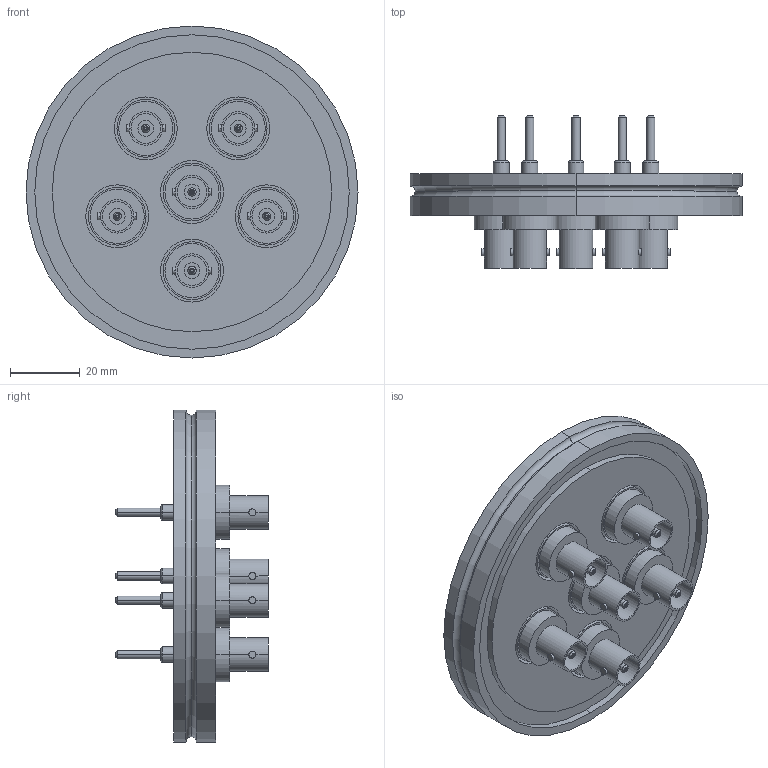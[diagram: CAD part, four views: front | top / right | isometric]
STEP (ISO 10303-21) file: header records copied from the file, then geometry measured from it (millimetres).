
FILE_DESCRIPTION (( 'STEP AP214' ), '1' );
FILE_NAME ('242-BNCF50-ISO63-6.step', '2025-02-18T20:47:35', ( '' ), ( '' ), 'SwSTEP 2.0', 'SolidWorks 2022', '' );
FILE_SCHEMA (( 'AUTOMOTIVE_DESIGN' ));
Length unit declared in the file: millimetre
Products named in the file (3): 242-BNCF50-I; 242-BNCF50-ISO63-6; 9441-ISO63-16.5-6_DN063 ISO-K
Assembly tree (7 placements, depth 2):
  242-BNCF50-ISO63-6
    9441-ISO63-16.5-6_DN063 ISO-K
    242-BNCF50-I  x6
Bounding box: 95 x 43.75 x 95 mm (x, y, z)
Volume: 67060.9 mm3; surface area: 37245.3 mm2
Topology: 7 solids, 7 shells, 343 faces, 696 edges, 442 vertices
Faces by surface type: cylinder 202, plane 101, cone 24, torus 16
Entity records: 2998 total; most frequent: DIRECTION 552, CARTESIAN_POINT 514, ORIENTED_EDGE 412, AXIS2_PLACEMENT_3D 242, EDGE_CURVE 206, CIRCLE 134, VERTEX_POINT 132, EDGE_LOOP 130
